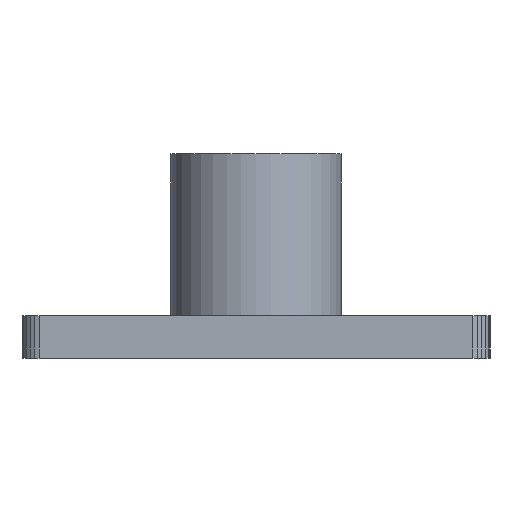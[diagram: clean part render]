
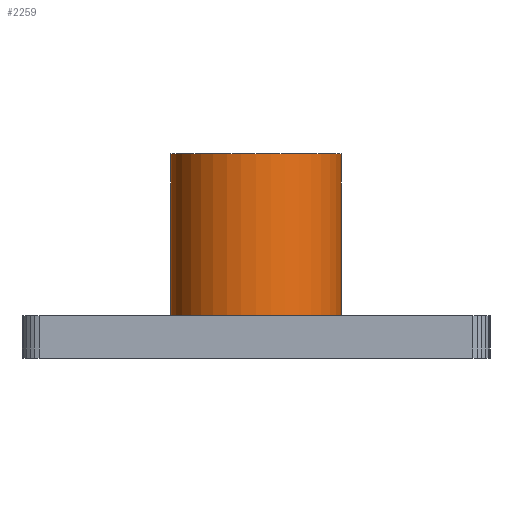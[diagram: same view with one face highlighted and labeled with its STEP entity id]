
A CAD part, left-side view. The second image highlights one B-rep face of the part: STEP entity #2259.
In plain terms, the highlighted cylindrical face has radius 10 mm (diameter 20 mm), a full revolution.
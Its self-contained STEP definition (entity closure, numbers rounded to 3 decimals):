
#83 = PLANE('',#84);
#84 = AXIS2_PLACEMENT_3D('',#85,#86,#87);
#85 = CARTESIAN_POINT('',(2.644,0.205,5.));
#86 = DIRECTION('',(0.,0.,1.));
#87 = DIRECTION('',(1.,0.,-0.));
#948 = EDGE_CURVE('',#949,#949,#951,.T.);
#949 = VERTEX_POINT('',#950);
#950 = CARTESIAN_POINT('',(52.7,27.7,5.));
#951 = SURFACE_CURVE('',#952,(#957,#964),.PCURVE_S1.);
#952 = CIRCLE('',#953,10.);
#953 = AXIS2_PLACEMENT_3D('',#954,#955,#956);
#954 = CARTESIAN_POINT('',(42.7,27.7,5.));
#955 = DIRECTION('',(0.,0.,1.));
#956 = DIRECTION('',(1.,0.,-0.));
#957 = PCURVE('',#83,#958);
#958 = DEFINITIONAL_REPRESENTATION('',(#959),#963);
#959 = CIRCLE('',#960,10.);
#960 = AXIS2_PLACEMENT_2D('',#961,#962);
#961 = CARTESIAN_POINT('',(40.056,27.495));
#962 = DIRECTION('',(1.,0.));
#963 = ( GEOMETRIC_REPRESENTATION_CONTEXT(2) 
PARAMETRIC_REPRESENTATION_CONTEXT() REPRESENTATION_CONTEXT('2D SPACE',''
  ) );
#964 = PCURVE('',#965,#970);
#965 = CYLINDRICAL_SURFACE('',#966,10.);
#966 = AXIS2_PLACEMENT_3D('',#967,#968,#969);
#967 = CARTESIAN_POINT('',(42.7,27.7,4.));
#968 = DIRECTION('',(0.,0.,1.));
#969 = DIRECTION('',(1.,0.,-0.));
#970 = DEFINITIONAL_REPRESENTATION('',(#971),#975);
#971 = LINE('',#972,#973);
#972 = CARTESIAN_POINT('',(0.,1.));
#973 = VECTOR('',#974,1.);
#974 = DIRECTION('',(1.,0.));
#975 = ( GEOMETRIC_REPRESENTATION_CONTEXT(2) 
PARAMETRIC_REPRESENTATION_CONTEXT() REPRESENTATION_CONTEXT('2D SPACE',''
  ) );
#2259 = ADVANCED_FACE('',(#2260),#965,.T.);
#2260 = FACE_BOUND('',#2261,.T.);
#2261 = EDGE_LOOP('',(#2262,#2285,#2312,#2313));
#2262 = ORIENTED_EDGE('',*,*,#2263,.T.);
#2263 = EDGE_CURVE('',#949,#2264,#2266,.T.);
#2264 = VERTEX_POINT('',#2265);
#2265 = CARTESIAN_POINT('',(52.7,27.7,24.));
#2266 = SEAM_CURVE('',#2267,(#2271,#2278),.PCURVE_S1.);
#2267 = LINE('',#2268,#2269);
#2268 = CARTESIAN_POINT('',(52.7,27.7,4.));
#2269 = VECTOR('',#2270,1.);
#2270 = DIRECTION('',(0.,0.,1.));
#2271 = PCURVE('',#965,#2272);
#2272 = DEFINITIONAL_REPRESENTATION('',(#2273),#2277);
#2273 = LINE('',#2274,#2275);
#2274 = CARTESIAN_POINT('',(6.283,0.));
#2275 = VECTOR('',#2276,1.);
#2276 = DIRECTION('',(0.,1.));
#2277 = ( GEOMETRIC_REPRESENTATION_CONTEXT(2) 
PARAMETRIC_REPRESENTATION_CONTEXT() REPRESENTATION_CONTEXT('2D SPACE',''
  ) );
#2278 = PCURVE('',#965,#2279);
#2279 = DEFINITIONAL_REPRESENTATION('',(#2280),#2284);
#2280 = LINE('',#2281,#2282);
#2281 = CARTESIAN_POINT('',(0.,0.));
#2282 = VECTOR('',#2283,1.);
#2283 = DIRECTION('',(0.,1.));
#2284 = ( GEOMETRIC_REPRESENTATION_CONTEXT(2) 
PARAMETRIC_REPRESENTATION_CONTEXT() REPRESENTATION_CONTEXT('2D SPACE',''
  ) );
#2285 = ORIENTED_EDGE('',*,*,#2286,.F.);
#2286 = EDGE_CURVE('',#2264,#2264,#2287,.T.);
#2287 = SURFACE_CURVE('',#2288,(#2293,#2300),.PCURVE_S1.);
#2288 = CIRCLE('',#2289,10.);
#2289 = AXIS2_PLACEMENT_3D('',#2290,#2291,#2292);
#2290 = CARTESIAN_POINT('',(42.7,27.7,24.));
#2291 = DIRECTION('',(0.,0.,1.));
#2292 = DIRECTION('',(1.,0.,-0.));
#2293 = PCURVE('',#965,#2294);
#2294 = DEFINITIONAL_REPRESENTATION('',(#2295),#2299);
#2295 = LINE('',#2296,#2297);
#2296 = CARTESIAN_POINT('',(0.,20.));
#2297 = VECTOR('',#2298,1.);
#2298 = DIRECTION('',(1.,0.));
#2299 = ( GEOMETRIC_REPRESENTATION_CONTEXT(2) 
PARAMETRIC_REPRESENTATION_CONTEXT() REPRESENTATION_CONTEXT('2D SPACE',''
  ) );
#2300 = PCURVE('',#2301,#2306);
#2301 = PLANE('',#2302);
#2302 = AXIS2_PLACEMENT_3D('',#2303,#2304,#2305);
#2303 = CARTESIAN_POINT('',(42.7,27.7,24.));
#2304 = DIRECTION('',(0.,0.,1.));
#2305 = DIRECTION('',(1.,0.,-0.));
#2306 = DEFINITIONAL_REPRESENTATION('',(#2307),#2311);
#2307 = CIRCLE('',#2308,10.);
#2308 = AXIS2_PLACEMENT_2D('',#2309,#2310);
#2309 = CARTESIAN_POINT('',(0.,0.));
#2310 = DIRECTION('',(1.,0.));
#2311 = ( GEOMETRIC_REPRESENTATION_CONTEXT(2) 
PARAMETRIC_REPRESENTATION_CONTEXT() REPRESENTATION_CONTEXT('2D SPACE',''
  ) );
#2312 = ORIENTED_EDGE('',*,*,#2263,.F.);
#2313 = ORIENTED_EDGE('',*,*,#948,.T.);
